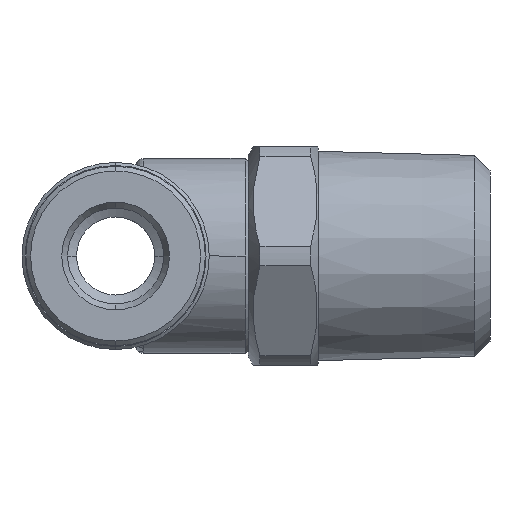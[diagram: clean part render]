
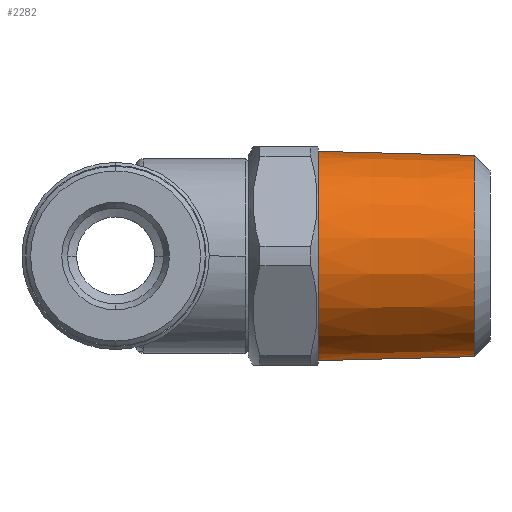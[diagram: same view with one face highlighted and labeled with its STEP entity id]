
A CAD part, left-side view. The second image highlights one B-rep face of the part: STEP entity #2282.
In plain terms, the highlighted conical face has half-angle 1.47 degrees and reference radius 6.707 mm.
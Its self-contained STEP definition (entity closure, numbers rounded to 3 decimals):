
#63 = AXIS2_PLACEMENT_3D ( 'NONE', #74, #73, #67 ) ;
#67 = DIRECTION ( 'NONE',  ( 0., 0., 1. ) ) ;
#73 = DIRECTION ( 'NONE',  ( 0., 1., 0. ) ) ;
#74 = CARTESIAN_POINT ( 'NONE',  ( 0., -13., 0. ) ) ;
#182 = CIRCLE ( 'NONE', #190, 6.45 ) ;
#189 = CARTESIAN_POINT ( 'NONE',  ( 0., -23., 0. ) ) ;
#190 = AXIS2_PLACEMENT_3D ( 'NONE', #189, #194, #193 ) ;
#191 = CIRCLE ( 'NONE', #197, 6.707 ) ;
#192 = CARTESIAN_POINT ( 'NONE',  ( 0., -13., 0. ) ) ;
#193 = DIRECTION ( 'NONE',  ( 0., 0., -1. ) ) ;
#194 = DIRECTION ( 'NONE',  ( 0., -1., 0. ) ) ;
#196 = DIRECTION ( 'NONE',  ( 0., 0., -1. ) ) ;
#197 = AXIS2_PLACEMENT_3D ( 'NONE', #192, #199, #196 ) ;
#199 = DIRECTION ( 'NONE',  ( 0., -1., 0. ) ) ;
#331 = CONICAL_SURFACE ( 'NONE', #63, 6.707, 0.026 ) ;
#337 = FACE_OUTER_BOUND ( 'NONE', #2284, .T. ) ;
#898 = CARTESIAN_POINT ( 'NONE',  ( 0., -23., -6.45 ) ) ;
#921 = VECTOR ( 'NONE', #939, 1000. ) ;
#922 = CARTESIAN_POINT ( 'NONE',  ( 0., -13., -6.707 ) ) ;
#923 = LINE ( 'NONE', #922, #921 ) ;
#936 = CARTESIAN_POINT ( 'NONE',  ( 0., -13., -6.707 ) ) ;
#939 = DIRECTION ( 'NONE',  ( 0., 1., -0.026 ) ) ;
#993 = CARTESIAN_POINT ( 'NONE',  ( 0., -13., 6.707 ) ) ;
#1020 = CARTESIAN_POINT ( 'NONE',  ( 0., -23., 6.45 ) ) ;
#1023 = VECTOR ( 'NONE', #1039, 1000. ) ;
#1039 = DIRECTION ( 'NONE',  ( 0., 1., 0.026 ) ) ;
#1040 = CARTESIAN_POINT ( 'NONE',  ( 0., -13., 6.707 ) ) ;
#1041 = LINE ( 'NONE', #1040, #1023 ) ;
#2275 = ORIENTED_EDGE ( 'NONE', *, *, #2292, .T. ) ;
#2282 = ADVANCED_FACE ( 'NONE', ( #337 ), #331, .T. ) ;
#2284 = EDGE_LOOP ( 'NONE', ( #2296, #2285, #2291, #2275 ) ) ;
#2285 = ORIENTED_EDGE ( 'NONE', *, *, #2290, .F. ) ;
#2290 = EDGE_CURVE ( 'NONE', #2700, #2649, #182, .T. ) ;
#2291 = ORIENTED_EDGE ( 'NONE', *, *, #2703, .T. ) ;
#2292 = EDGE_CURVE ( 'NONE', #2688, #2657, #191, .T. ) ;
#2296 = ORIENTED_EDGE ( 'NONE', *, *, #2661, .F. ) ;
#2649 = VERTEX_POINT ( 'NONE', #898 ) ;
#2657 = VERTEX_POINT ( 'NONE', #936 ) ;
#2661 = EDGE_CURVE ( 'NONE', #2649, #2657, #923, .T. ) ;
#2688 = VERTEX_POINT ( 'NONE', #993 ) ;
#2700 = VERTEX_POINT ( 'NONE', #1020 ) ;
#2703 = EDGE_CURVE ( 'NONE', #2700, #2688, #1041, .T. ) ;
